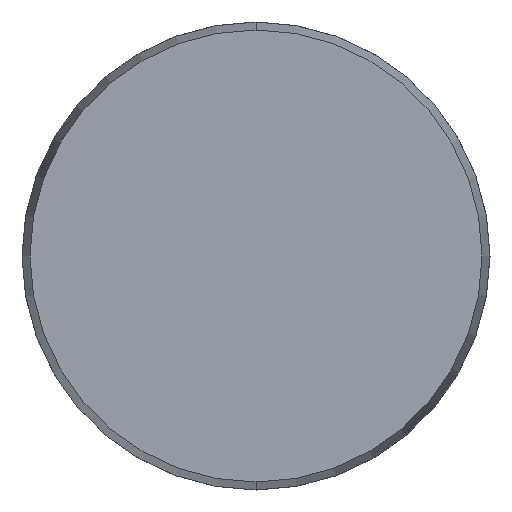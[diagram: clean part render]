
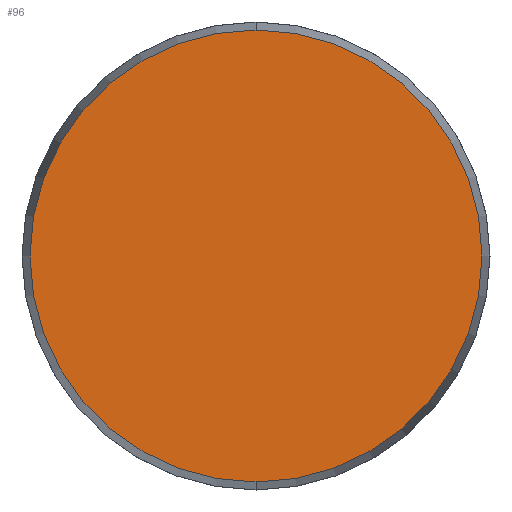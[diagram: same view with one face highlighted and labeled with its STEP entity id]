
A CAD part, front view. The second image highlights one B-rep face of the part: STEP entity #96.
In plain terms, the highlighted planar face has unit normal (0, -1, 0).
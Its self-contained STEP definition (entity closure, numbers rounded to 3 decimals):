
#96 = ADVANCED_FACE ( 'NONE', ( #482 ), #1031, .F. ) ;
#117 = DIRECTION ( 'NONE',  ( 0., 0., 1. ) ) ;
#238 = AXIS2_PLACEMENT_3D ( 'NONE', #932, #854, #117 ) ;
#296 = CIRCLE ( 'NONE', #1094, 24.143 ) ;
#304 = VERTEX_POINT ( 'NONE', #413 ) ;
#308 = EDGE_CURVE ( 'NONE', #732, #304, #296, .T. ) ;
#326 = CARTESIAN_POINT ( 'NONE',  ( 0., 0., 24.143 ) ) ;
#413 = CARTESIAN_POINT ( 'NONE',  ( 0., 0., -24.143 ) ) ;
#482 = FACE_OUTER_BOUND ( 'NONE', #1123, .T. ) ;
#504 = DIRECTION ( 'NONE',  ( 0., 0., -1. ) ) ;
#521 = DIRECTION ( 'NONE',  ( 0., 0., -1. ) ) ;
#637 = ORIENTED_EDGE ( 'NONE', *, *, #308, .T. ) ;
#640 = ORIENTED_EDGE ( 'NONE', *, *, #710, .T. ) ;
#694 = CARTESIAN_POINT ( 'NONE',  ( 0., 0., 0. ) ) ;
#710 = EDGE_CURVE ( 'NONE', #304, #732, #870, .T. ) ;
#732 = VERTEX_POINT ( 'NONE', #326 ) ;
#779 = DIRECTION ( 'NONE',  ( 0., -1., 0. ) ) ;
#854 = DIRECTION ( 'NONE',  ( 0., 1., 0. ) ) ;
#870 = CIRCLE ( 'NONE', #1021, 24.143 ) ;
#932 = CARTESIAN_POINT ( 'NONE',  ( -24.143, 0., 0. ) ) ;
#1021 = AXIS2_PLACEMENT_3D ( 'NONE', #694, #1060, #504 ) ;
#1031 = PLANE ( 'NONE',  #238 ) ;
#1060 = DIRECTION ( 'NONE',  ( 0., -1., 0. ) ) ;
#1094 = AXIS2_PLACEMENT_3D ( 'NONE', #1147, #779, #521 ) ;
#1123 = EDGE_LOOP ( 'NONE', ( #637, #640 ) ) ;
#1147 = CARTESIAN_POINT ( 'NONE',  ( 0., 0., 0. ) ) ;
